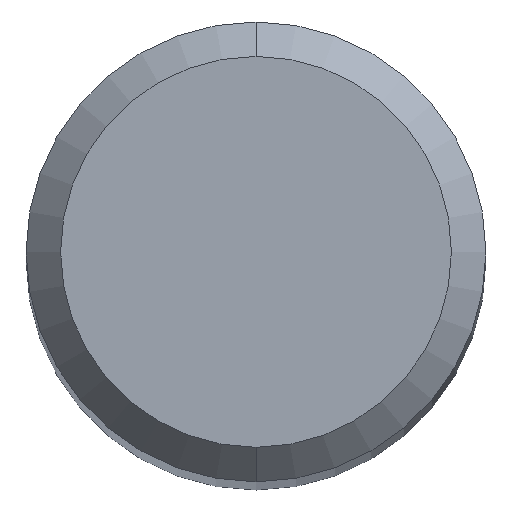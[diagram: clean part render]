
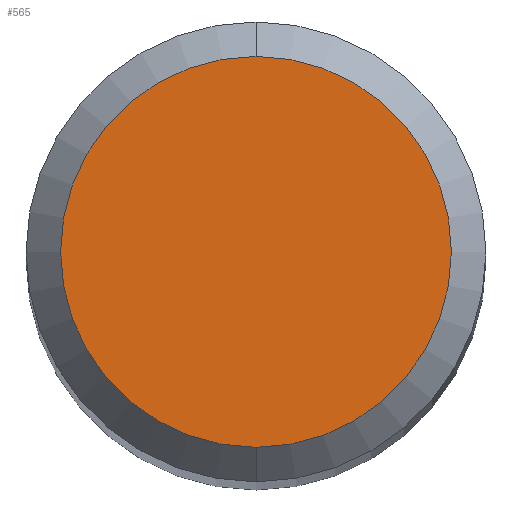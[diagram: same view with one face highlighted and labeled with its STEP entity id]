
A CAD part, top view. The second image highlights one B-rep face of the part: STEP entity #565.
In plain terms, the highlighted planar face has unit normal (0, 0, 1).
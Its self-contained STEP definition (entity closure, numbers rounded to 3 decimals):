
#513=EDGE_CURVE('',#527,#833,#1206,.T.);
#527=VERTEX_POINT('',#1221);
#565=ADVANCED_FACE('',(#1260),#1261,.T.);
#833=VERTEX_POINT('',#1554);
#837=EDGE_CURVE('',#833,#527,#1558,.T.);
#1206=CIRCLE('',#2546,1.7);
#1221=CARTESIAN_POINT('',(0.0,1.7,0.0));
#1260=FACE_OUTER_BOUND('',#2778,.T.);
#1261=PLANE('',#2779);
#1554=CARTESIAN_POINT('',(0.,-1.7,0.0));
#1558=CIRCLE('',#3837,1.7);
#2546=AXIS2_PLACEMENT_3D('',#4937,#4938,#4939);
#2778=EDGE_LOOP('',(#4960,#4961));
#2779=AXIS2_PLACEMENT_3D('',#4962,#4963,#4964);
#3837=AXIS2_PLACEMENT_3D('',#5302,#5303,#5304);
#4937=CARTESIAN_POINT('',(0.0,0.0,0.0));
#4938=DIRECTION('',(0.0,0.0,-1.0));
#4939=DIRECTION('',(0.0,1.0,0.0));
#4960=ORIENTED_EDGE('',*,*,#513,.F.);
#4961=ORIENTED_EDGE('',*,*,#837,.F.);
#4962=CARTESIAN_POINT('',(0.0,0.85,0.0));
#4963=DIRECTION('',(-0.0,0.0,1.0));
#4964=DIRECTION('',(0.0,-1.0,0.0));
#5302=CARTESIAN_POINT('',(0.0,0.0,0.0));
#5303=DIRECTION('',(0.0,0.0,-1.0));
#5304=DIRECTION('',(0.0,1.0,0.0));
